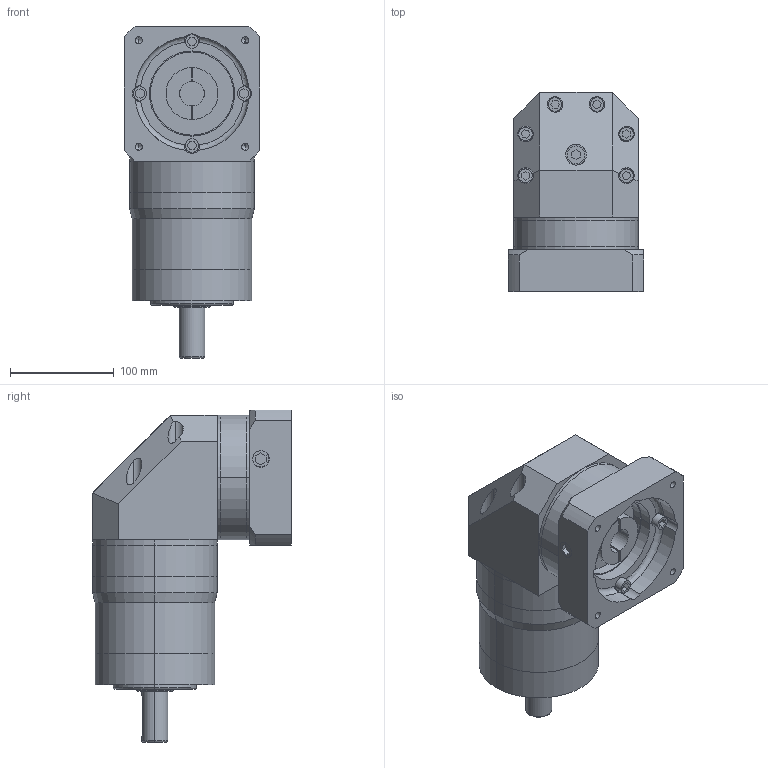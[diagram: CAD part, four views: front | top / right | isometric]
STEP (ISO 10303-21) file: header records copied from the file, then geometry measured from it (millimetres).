
FILE_DESCRIPTION (( 'STEP AP214' ), '1' );
FILE_NAME ('VGZE115三级模型（24-55 110-5 4-9-145）.STEP', '2019-01-10T08:38:36', ( 'Windows' ), ( 'Microsoft' ), 'SwSTEP 2.0', 'SolidWorks 2016', '' );
FILE_SCHEMA (( 'AUTOMOTIVE_DESIGN' ));
Length unit declared in the file: millimetre
Products named in the file (1): VGZE115三级模型（24-55 110-5 4-9-145）
Bounding box: 130 x 191.5 x 319.5 mm (x, y, z)
Volume: 3484005.4 mm3; surface area: 384718.3 mm2
Topology: 24 solids, 24 shells, 431 faces, 1000 edges, 645 vertices
Faces by surface type: plane 244, cylinder 151, cone 26, torus 10
Entity records: 12747 total; most frequent: CARTESIAN_POINT 2376, DIRECTION 2120, ORIENTED_EDGE 1964, EDGE_CURVE 982, AXIS2_PLACEMENT_3D 747, VERTEX_POINT 645, VECTOR 626, LINE 626
